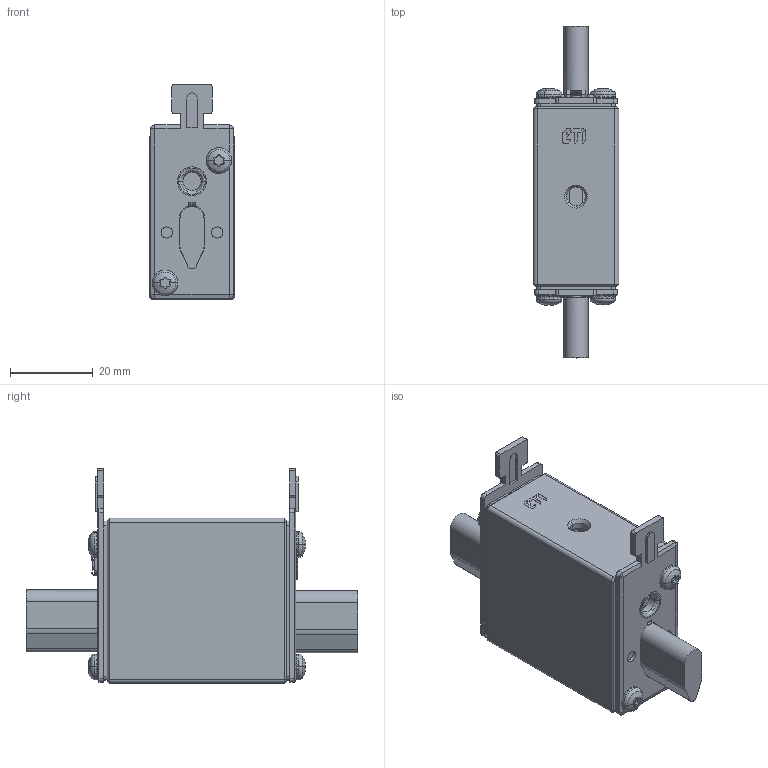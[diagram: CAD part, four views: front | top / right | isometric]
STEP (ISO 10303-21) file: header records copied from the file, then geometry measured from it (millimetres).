
FILE_DESCRIPTION((''),'2;1');
FILE_NAME('NV_00C_ETI_ASM','2018-01-24T',('matic.bajda'),('Audax d.o.o.'),'CREO PARAMETRIC BY PTC INC, 2016260','CREO PARAMETRIC BY PTC INC, 2016260','');
FILE_SCHEMA(('AUTOMOTIVE_DESIGN { 1 0 10303 214 1 1 1 1 }'));
Length unit declared in the file: millimetre
Products named in the file (3): NV_00C_ETI; 0000002605_1_1; NV_00C_ETI_ASM
Assembly tree (2 placements, depth 2):
  NV_00C_ETI_ASM
    NV_00C_ETI
    0000002605_1_1
Bounding box: 20.7 x 80.3 x 52 mm (x, y, z)
Volume: 40891.1 mm3; surface area: 13652.7 mm2
Topology: 3 solids, 24 shells, 937 faces, 2440 edges, 1529 vertices
Faces by surface type: plane 444, cylinder 353, cone 79, torus 35, bspline 18, sphere 8
Entity records: 30968 total; most frequent: CARTESIAN_POINT 7603, DIRECTION 4841, ORIENTED_EDGE 4776, EDGE_CURVE 2401, AXIS2_PLACEMENT_3D 1780, VERTEX_POINT 1529, VECTOR 1281, LINE 1281
